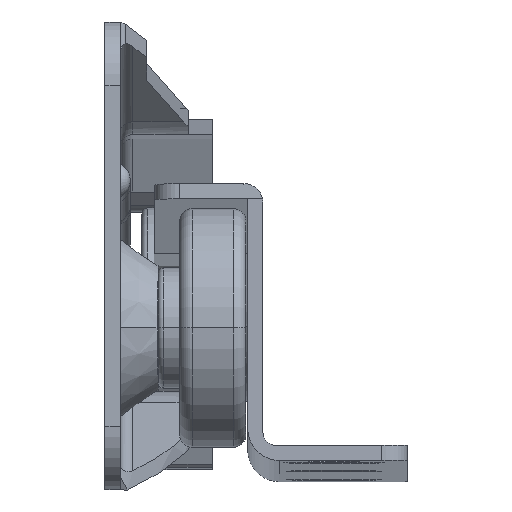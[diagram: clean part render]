
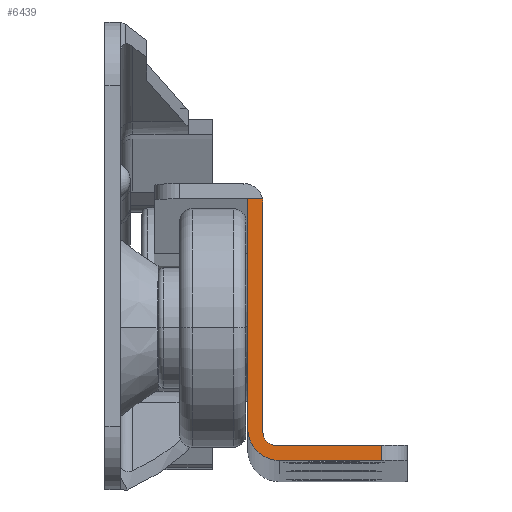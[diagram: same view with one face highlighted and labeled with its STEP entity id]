
A CAD part, top view. The second image highlights one B-rep face of the part: STEP entity #6439.
In plain terms, the highlighted face is planar.
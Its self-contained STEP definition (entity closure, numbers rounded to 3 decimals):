
#307 = ORIENTED_EDGE ( 'NONE', *, *, #9829, .T. ) ;
#382 = LINE ( 'NONE', #4048, #6985 ) ;
#408 = EDGE_CURVE ( 'NONE', #10295, #1851, #450, .T. ) ;
#428 = VECTOR ( 'NONE', #11308, 1000. ) ;
#450 =( BOUNDED_CURVE ( )  B_SPLINE_CURVE ( 3, ( #9880, #4264, #8009, #592 ),
 .UNSPECIFIED., .F., .T. ) 
 B_SPLINE_CURVE_WITH_KNOTS ( ( 4, 4 ),
 ( 1.571, 1.772 ),
 .UNSPECIFIED. ) 
 CURVE ( )  GEOMETRIC_REPRESENTATION_ITEM ( )  RATIONAL_B_SPLINE_CURVE ( ( 1., 0.997, 0.997, 1. ) ) 
 REPRESENTATION_ITEM ( '' )  );
#500 = VERTEX_POINT ( 'NONE', #2591 ) ;
#592 = CARTESIAN_POINT ( 'NONE',  ( -0.03, 19.497, 0. ) ) ;
#597 = CARTESIAN_POINT ( 'NONE',  ( 9.4, 0., 0. ) ) ;
#662 = CARTESIAN_POINT ( 'NONE',  ( -1.2, -1.2, 0. ) ) ;
#744 = CARTESIAN_POINT ( 'NONE',  ( 0., 19.497, 0. ) ) ;
#1650 = EDGE_CURVE ( 'NONE', #5088, #5694, #7507, .T. ) ;
#1724 = CARTESIAN_POINT ( 'NONE',  ( 1.3, -1.2, 0. ) ) ;
#1816 = PLANE ( 'NONE',  #4453 ) ;
#1851 = VERTEX_POINT ( 'NONE', #5028 ) ;
#1921 = VERTEX_POINT ( 'NONE', #9629 ) ;
#2341 = DIRECTION ( 'NONE',  ( 1., 0., 0. ) ) ;
#2591 = CARTESIAN_POINT ( 'NONE',  ( 9.4, -1.2, 0. ) ) ;
#2878 = CARTESIAN_POINT ( 'NONE',  ( 9.4, 0., 0. ) ) ;
#2997 = ORIENTED_EDGE ( 'NONE', *, *, #1650, .T. ) ;
#3003 = ORIENTED_EDGE ( 'NONE', *, *, #3077, .F. ) ;
#3077 = EDGE_CURVE ( 'NONE', #1921, #1851, #10978, .T. ) ;
#3128 = ORIENTED_EDGE ( 'NONE', *, *, #6164, .T. ) ;
#3299 = VECTOR ( 'NONE', #11528, 1000. ) ;
#3341 = EDGE_CURVE ( 'NONE', #9907, #10295, #6117, .T. ) ;
#3773 = CARTESIAN_POINT ( 'NONE',  ( 1.3, 1.3, 0. ) ) ;
#4048 = CARTESIAN_POINT ( 'NONE',  ( -1.2, -1.2, 0. ) ) ;
#4115 = AXIS2_PLACEMENT_3D ( 'NONE', #10535, #7827, #2341 ) ;
#4264 = CARTESIAN_POINT ( 'NONE',  ( 0., 19.298, 0. ) ) ;
#4296 = EDGE_CURVE ( 'NONE', #6914, #10459, #8610, .T. ) ;
#4335 = ORIENTED_EDGE ( 'NONE', *, *, #3341, .T. ) ;
#4453 = AXIS2_PLACEMENT_3D ( 'NONE', #4703, #5487, #11025 ) ;
#4470 = EDGE_LOOP ( 'NONE', ( #3128, #307, #2997, #10694, #4335, #8138, #3003, #10088, #5191 ) ) ;
#4703 = CARTESIAN_POINT ( 'NONE',  ( 0., 0., 0. ) ) ;
#5028 = CARTESIAN_POINT ( 'NONE',  ( -0.03, 19.497, 0. ) ) ;
#5088 = VERTEX_POINT ( 'NONE', #2878 ) ;
#5191 = ORIENTED_EDGE ( 'NONE', *, *, #4296, .T. ) ;
#5239 = VECTOR ( 'NONE', #6424, 1000. ) ;
#5267 = CIRCLE ( 'NONE', #4115, 1. ) ;
#5487 = DIRECTION ( 'NONE',  ( 0., 0., 1. ) ) ;
#5694 = VERTEX_POINT ( 'NONE', #10220 ) ;
#6117 = LINE ( 'NONE', #8686, #3299 ) ;
#6164 = EDGE_CURVE ( 'NONE', #10459, #500, #382, .T. ) ;
#6257 = CARTESIAN_POINT ( 'NONE',  ( 0., 19.197, 0. ) ) ;
#6424 = DIRECTION ( 'NONE',  ( 1., 0., 0. ) ) ;
#6439 = ADVANCED_FACE ( 'NONE', ( #10081 ), #1816, .T. ) ;
#6668 = VECTOR ( 'NONE', #11795, 1000. ) ;
#6914 = VERTEX_POINT ( 'NONE', #11886 ) ;
#6985 = VECTOR ( 'NONE', #7735, 1000. ) ;
#6990 = CARTESIAN_POINT ( 'NONE',  ( 0., 1., 0. ) ) ;
#7444 = DIRECTION ( 'NONE',  ( 1., 0., 0. ) ) ;
#7507 = LINE ( 'NONE', #7636, #428 ) ;
#7636 = CARTESIAN_POINT ( 'NONE',  ( 11.4, 0., 0. ) ) ;
#7735 = DIRECTION ( 'NONE',  ( 1., 0., 0. ) ) ;
#7827 = DIRECTION ( 'NONE',  ( 0., 0., -1. ) ) ;
#8009 = CARTESIAN_POINT ( 'NONE',  ( -0.01, 19.398, 0. ) ) ;
#8138 = ORIENTED_EDGE ( 'NONE', *, *, #408, .T. ) ;
#8610 = CIRCLE ( 'NONE', #9778, 2.5 ) ;
#8686 = CARTESIAN_POINT ( 'NONE',  ( 0., 20.7, 0. ) ) ;
#9629 = CARTESIAN_POINT ( 'NONE',  ( -1.2, 19.497, 0. ) ) ;
#9778 = AXIS2_PLACEMENT_3D ( 'NONE', #3773, #11242, #7444 ) ;
#9829 = EDGE_CURVE ( 'NONE', #500, #5088, #11730, .T. ) ;
#9831 = DIRECTION ( 'NONE',  ( 0., -1., 0. ) ) ;
#9880 = CARTESIAN_POINT ( 'NONE',  ( 0., 19.197, 0. ) ) ;
#9907 = VERTEX_POINT ( 'NONE', #6990 ) ;
#10081 = FACE_OUTER_BOUND ( 'NONE', #4470, .T. ) ;
#10088 = ORIENTED_EDGE ( 'NONE', *, *, #11063, .T. ) ;
#10220 = CARTESIAN_POINT ( 'NONE',  ( 1., 0., 0. ) ) ;
#10295 = VERTEX_POINT ( 'NONE', #6257 ) ;
#10459 = VERTEX_POINT ( 'NONE', #1724 ) ;
#10535 = CARTESIAN_POINT ( 'NONE',  ( 1., 1., 0. ) ) ;
#10694 = ORIENTED_EDGE ( 'NONE', *, *, #11381, .T. ) ;
#10978 = LINE ( 'NONE', #744, #5239 ) ;
#11025 = DIRECTION ( 'NONE',  ( 1., 0., 0. ) ) ;
#11063 = EDGE_CURVE ( 'NONE', #1921, #6914, #11627, .T. ) ;
#11242 = DIRECTION ( 'NONE',  ( 0., 0., 1. ) ) ;
#11308 = DIRECTION ( 'NONE',  ( -1., 0., 0. ) ) ;
#11381 = EDGE_CURVE ( 'NONE', #5694, #9907, #5267, .T. ) ;
#11528 = DIRECTION ( 'NONE',  ( 0., 1., 0. ) ) ;
#11627 = LINE ( 'NONE', #662, #11801 ) ;
#11730 = LINE ( 'NONE', #597, #6668 ) ;
#11795 = DIRECTION ( 'NONE',  ( 0., 1., 0. ) ) ;
#11801 = VECTOR ( 'NONE', #9831, 1000. ) ;
#11886 = CARTESIAN_POINT ( 'NONE',  ( -1.2, 1.3, 0. ) ) ;
